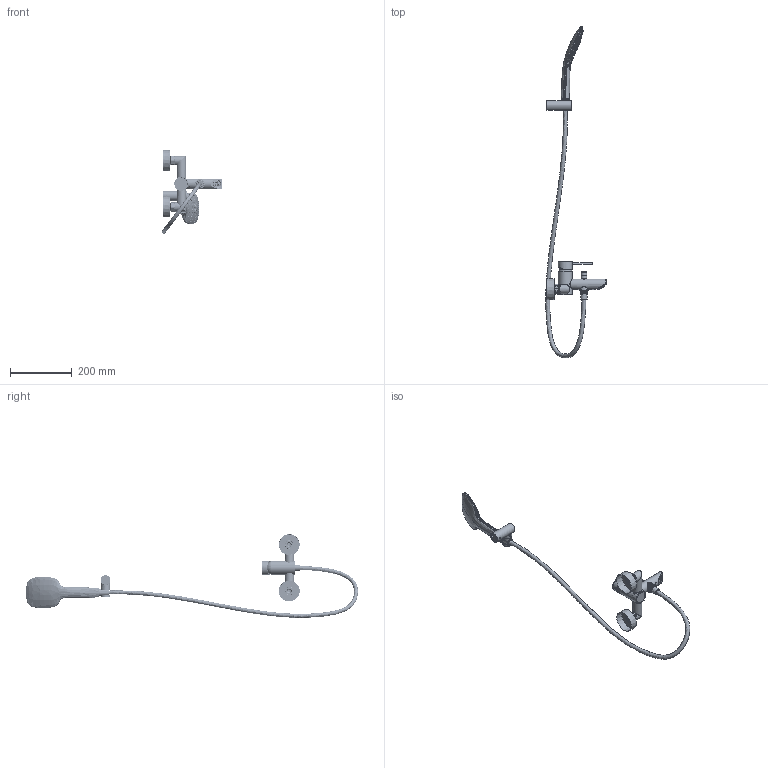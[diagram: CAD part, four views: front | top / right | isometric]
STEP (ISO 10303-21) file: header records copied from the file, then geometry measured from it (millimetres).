
FILE_DESCRIPTION (( 'STEP AP203' ), '1' );
FILE_NAME ('84CP11531.STEP', '2025-10-02T08:03:45', ( '' ), ( '' ), 'SwSTEP 2.0', 'SolidWorks 2021', '' );
FILE_SCHEMA (( 'CONFIG_CONTROL_DESIGN' ));
Length unit declared in the file: millimetre
Products named in the file (1): 84CP11531
Bounding box: 195.54 x 1073.63 x 270.27 mm (x, y, z)
Volume: 598985.7 mm3; surface area: 316090 mm2
Topology: 36 solids, 36 shells, 3575 faces, 9808 edges, 6436 vertices
Faces by surface type: bspline 1945, cylinder 667, plane 631, cone 297, torus 31, sphere 4
Full cylindrical faces by diameter (mm): 0.081 x1, 1.7 x2, 2 x1, 2.3 x1, 2.5 x13, 2.7 x1, 2.974 x1, 3.074 x1, 3.1 x50, 3.6 x50, 3.674 x2, 3.774 x1, 3.8 x1, 4.2 x2, 4.4 x51, 4.5 x1, 4.8 x2, 5.5 x2, 6 x1, 6.281 x1, 7 x2, 7.9 x1, 8 x1, 8.9 x1, 9.5 x2, 10.581 x1, 12.8 x1, 13 x1, 13.481 x1, 13.5 x1
Entity records: 373092 total; most frequent: CARTESIAN_POINT 308317, ORIENTED_EDGE 17440, EDGE_CURVE 8720, B_SPLINE_CURVE_WITH_KNOTS 6238, VERTEX_POINT 6008, DIRECTION 5837, EDGE_LOOP 4580, FACE_OUTER_BOUND 3884
